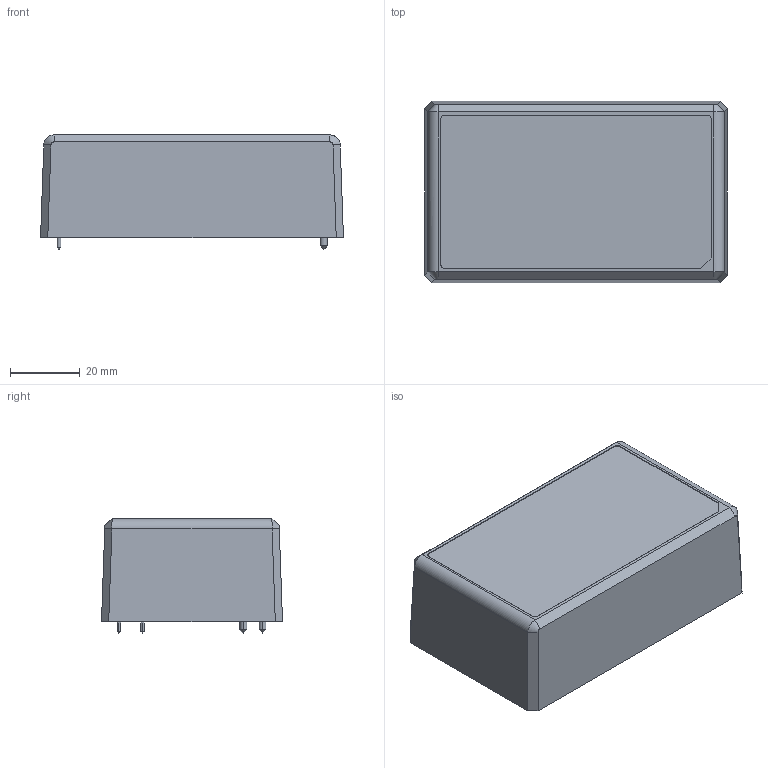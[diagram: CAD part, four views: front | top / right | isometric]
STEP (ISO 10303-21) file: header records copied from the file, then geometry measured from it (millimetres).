
FILE_DESCRIPTION (( 'STEP AP214' ), '1' );
FILE_NAME ('60w.1.STEP', '2023-03-04T16:30:02', ( '' ), ( '' ), 'SwSTEP 2.0', 'SolidWorks 2022', '' );
FILE_SCHEMA (( 'AUTOMOTIVE_DESIGN' ));
Length unit declared in the file: inch
Products named in the file (20): MANIFOLD_SOLID_BREP_894.PRT; MANIFOLD_SOLID_BREP_896.PRT; MANIFOLD_SOLID_BREP_875.PRT; MANIFOLD_SOLID_BREP_876.PRT; HS1; MANIFOLD_SOLID_BREP_869.PRT; MANIFOLD_SOLID_BREP_866.PRT; IRM-60-1117.stp.1; MANIFOLD_SOLID_BREP_884.PRT; HS2; 60w.1; MANIFOLD_SOLID_BREP_893.PRT; pin.1.2; p1; MANIFOLD_SOLID_BREP_880.PRT; CAD061675V7W.ASM; HS3; case; MANIFOLD_SOLID_BREP_870.PRT; MANIFOLD_SOLID_BREP_873.PRT
Assembly tree (20 placements, depth 4):
  60w.1
    case
    IRM-60-1117.stp.1  x2
      CAD061675V7W.ASM
        MANIFOLD_SOLID_BREP_875.PRT
        MANIFOLD_SOLID_BREP_896.PRT
        MANIFOLD_SOLID_BREP_873.PRT
        MANIFOLD_SOLID_BREP_884.PRT
        MANIFOLD_SOLID_BREP_894.PRT
        MANIFOLD_SOLID_BREP_870.PRT
        MANIFOLD_SOLID_BREP_869.PRT
        MANIFOLD_SOLID_BREP_876.PRT
        MANIFOLD_SOLID_BREP_880.PRT
        MANIFOLD_SOLID_BREP_866.PRT
        MANIFOLD_SOLID_BREP_893.PRT
    HS2
      p1
      pin.1.2
    HS3
    HS1
Bounding box: 87 x 52 x 32.8 mm (x, y, z)
Volume: 93043.4 mm3; surface area: 87283.7 mm2
Topology: 27 solids, 27 shells, 927 faces, 2204 edges, 1449 vertices
Faces by surface type: plane 549, cylinder 318, cone 44, bspline 16
Entity records: 28365 total; most frequent: CARTESIAN_POINT 4033, DIRECTION 3153, ORIENTED_EDGE 3100, EDGE_CURVE 1550, LINE 1097, VECTOR 1097, AXIS2_PLACEMENT_3D 1028, VERTEX_POINT 1017
